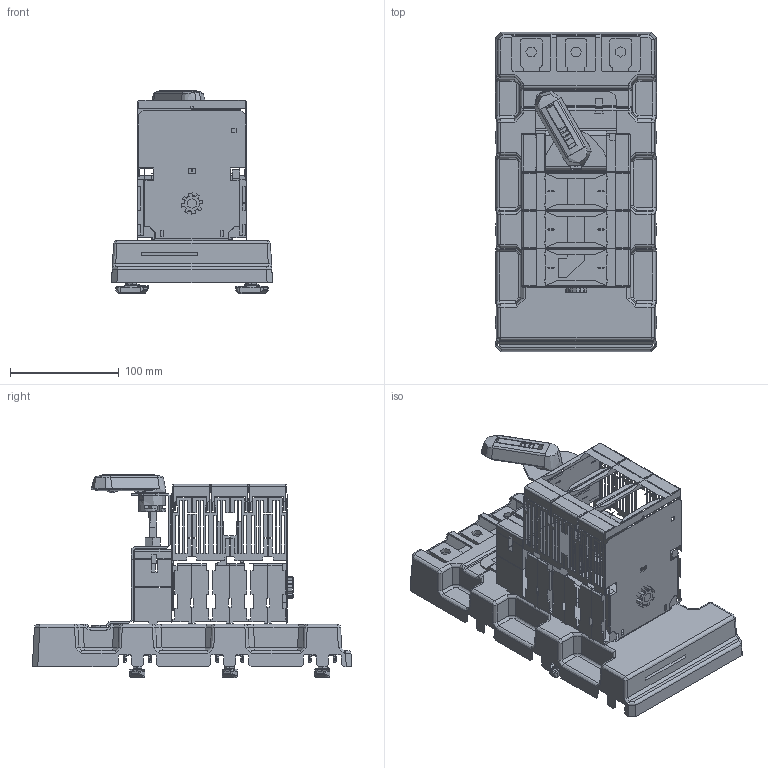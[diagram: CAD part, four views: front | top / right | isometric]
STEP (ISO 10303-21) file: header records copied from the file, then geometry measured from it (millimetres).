
FILE_DESCRIPTION (( 'STEP AP203' ), '1' );
FILE_NAME ('6305,0230,03_Dummy_Surface.STEP', '2017-03-15T10:02:29', ( 'Petter' ), ( '' ), 'SwSTEP 2.0', 'SolidWorks 2013', '' );
FILE_SCHEMA (( 'CONFIG_CONTROL_DESIGN' ));
Length unit declared in the file: millimetre
Products named in the file (1): 6305,0230,03_Dummy_Surface
Bounding box: 148 x 293.5 x 186.61 mm (x, y, z)
Topology: 0 solids, 188 shells, 970 faces, 5082 edges, 4220 vertices
Faces by surface type: cylinder 397, plane 340, bspline 196, cone 37
Full cylindrical faces by diameter (mm): 0.4 x4
Entity records: 75496 total; most frequent: CARTESIAN_POINT 40275, ORIENTED_EDGE 6666, DIRECTION 5752, EDGE_CURVE 5071, VERTEX_POINT 4221, VECTOR 2924, LINE 2924, B_SPLINE_CURVE_WITH_KNOTS 1425
